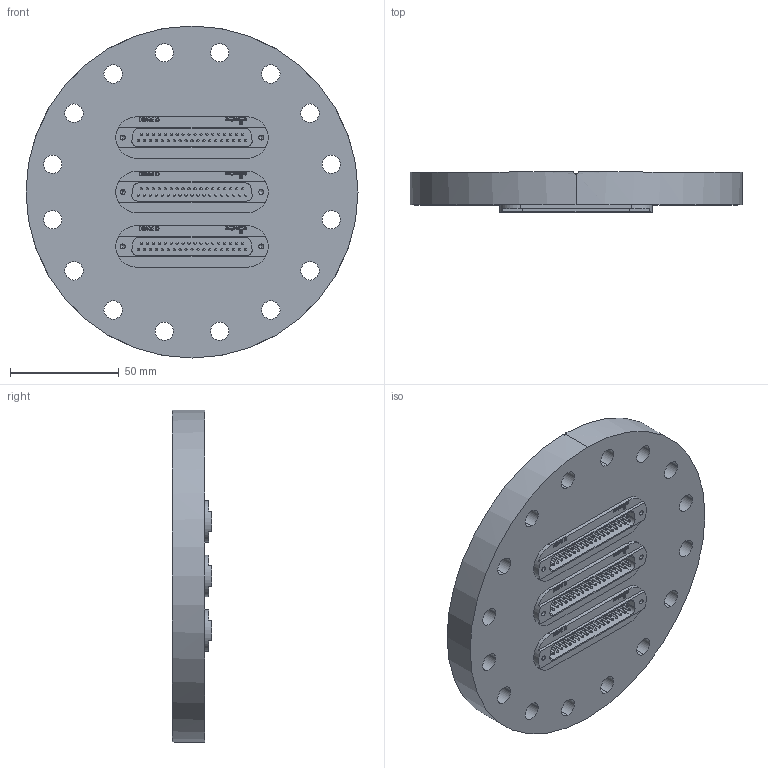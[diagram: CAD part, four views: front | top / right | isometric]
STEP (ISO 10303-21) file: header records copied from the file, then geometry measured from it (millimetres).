
FILE_DESCRIPTION (( 'STEP AP214' ), '1' );
FILE_NAME ('210-D37-C100-3.step', '2025-02-17T20:27:34', ( '' ), ( '' ), 'SwSTEP 2.0', 'SolidWorks 2022', '' );
FILE_SCHEMA (( 'AUTOMOTIVE_DESIGN' ));
Length unit declared in the file: millimetre
Products named in the file (5): 9210-PIN-FENI_Pin vergoldet; 210-D37-C100-3; 9218-D9-37-SS-V22_37pin 1mm beschr. allectra; 9210-D37-C100-3_CF100; 218-D9-37-SS_218-D37-SS
Assembly tree (42 placements, depth 3):
  210-D37-C100-3
    9210-D37-C100-3_CF100
    218-D9-37-SS_218-D37-SS  x3
      9218-D9-37-SS-V22_37pin 1mm beschr. allectra
      9210-PIN-FENI_Pin vergoldet
Bounding box: 152.4 x 18.2 x 152.4 mm (x, y, z)
Volume: 234747.9 mm3; surface area: 76268.3 mm2
Topology: 115 solids, 115 shells, 1459 faces, 4115 edges, 2718 vertices
Faces by surface type: cylinder 686, plane 436, sphere 222, bspline 81, cone 28, torus 6
Entity records: 14539 total; most frequent: CARTESIAN_POINT 3985, DIRECTION 2151, ORIENTED_EDGE 2070, EDGE_CURVE 1035, AXIS2_PLACEMENT_3D 778, VERTEX_POINT 686, LINE 595, VECTOR 595
